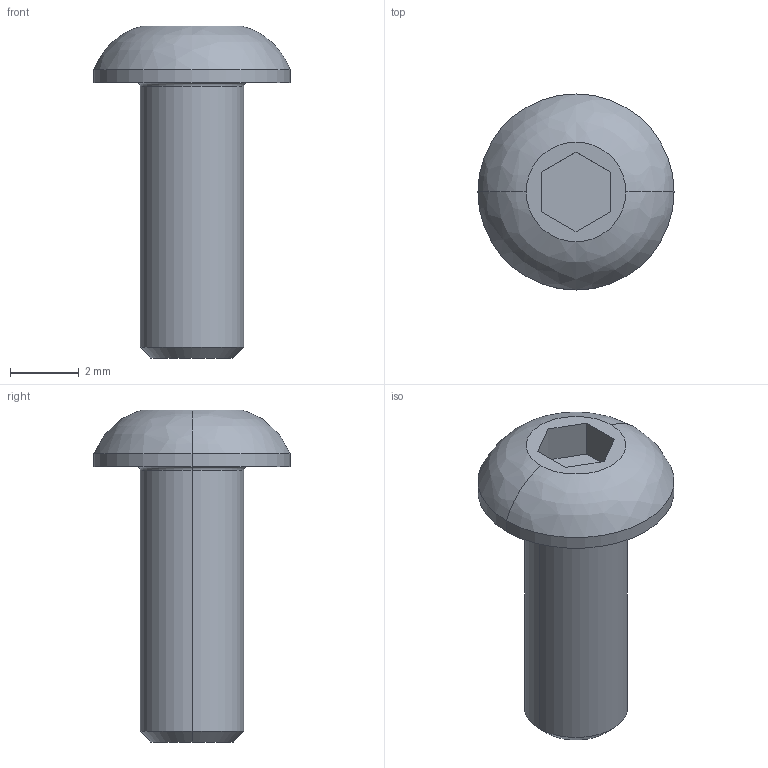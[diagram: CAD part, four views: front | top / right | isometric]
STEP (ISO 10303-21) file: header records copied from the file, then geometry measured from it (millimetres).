
FILE_DESCRIPTION((''),'2;1');
FILE_NAME('20251128_213407__M0001_PRT','2025-11-28T21:34:19',('ping'),(''),'CREO PARAMETRIC BY PTC INC, 2025102','CREO PARAMETRIC BY PTC INC, 2025102','');
FILE_SCHEMA(('CONFIG_CONTROL_DESIGN'));
Length unit declared in the file: millimetre
Products named in the file (1): 20251128_213407__M0001_PRT
Bounding box: 5.7 x 5.7 x 9.65 mm (x, y, z)
Volume: 85.3 mm3; surface area: 147.6 mm2
Topology: 1 solids, 1 shells, 20 faces, 42 edges, 26 vertices
Faces by surface type: plane 10, cylinder 4, bspline 2, torus 2, cone 2
Entity records: 620 total; most frequent: CARTESIAN_POINT 142, DIRECTION 96, ORIENTED_EDGE 84, EDGE_CURVE 42, AXIS2_PLACEMENT_3D 36, VERTEX_POINT 26, VECTOR 24, LINE 24
